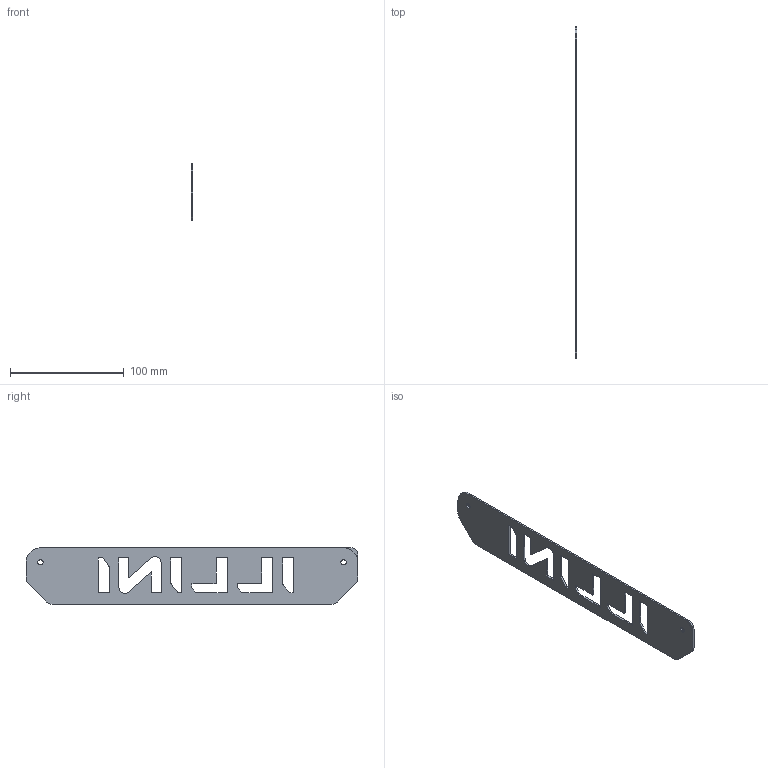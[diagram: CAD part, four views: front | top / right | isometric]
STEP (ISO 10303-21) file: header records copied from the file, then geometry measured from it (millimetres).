
FILE_DESCRIPTION(/* description */ (''),/* implementation_level */ '2;1');
FILE_NAME(/* name */ 'Side Plate V2 ALT.step',/* time_stamp */ '2024-06-27T20:40:08-05:00',/* author */ (''),/* organization */ (''),/* preprocessor_version */ 'ST-DEVELOPER v20',/* originating_system */ 'Autodesk Translation Framework v13.14.0.145',/* authorisation */ '');
FILE_SCHEMA (('AUTOMOTIVE_DESIGN { 1 0 10303 214 3 1 1 }'));
Length unit declared in the file: inch
Products named in the file (1): FusionComponent
Bounding box: 1.6 x 292.1 x 49.53 mm (x, y, z)
Volume: 18146.9 mm3; surface area: 24990.9 mm2
Topology: 1 solids, 1 shells, 123 faces, 363 edges, 242 vertices
Faces by surface type: bspline 64, plane 50, cylinder 9
Full cylindrical faces by diameter (mm): 4.648 x2
Entity records: 4386 total; most frequent: CARTESIAN_POINT 1572, ORIENTED_EDGE 726, DIRECTION 372, EDGE_CURVE 363, VERTEX_POINT 242, LINE 216, VECTOR 216, EDGE_LOOP 139
